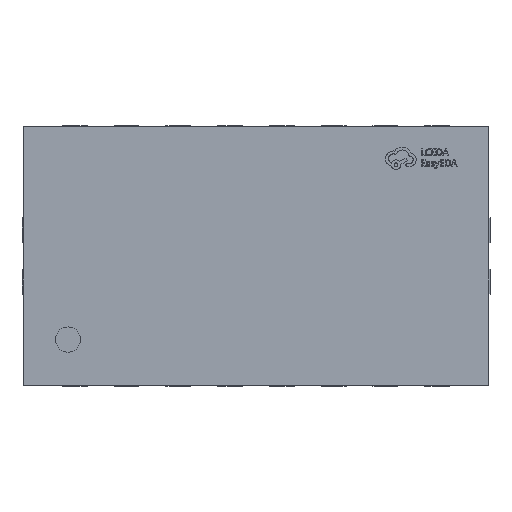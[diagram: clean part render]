
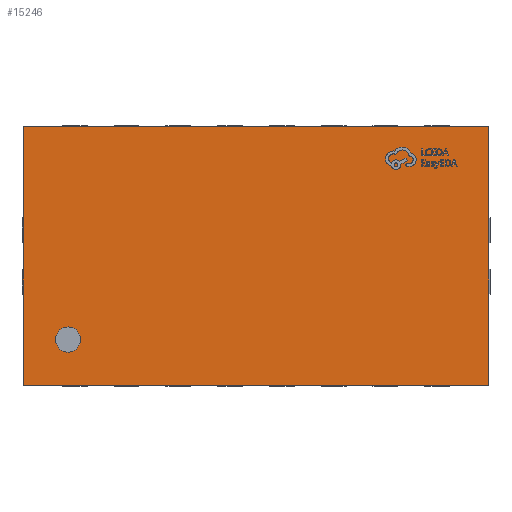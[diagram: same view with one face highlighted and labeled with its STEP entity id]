
A CAD part, top view. The second image highlights one B-rep face of the part: STEP entity #15246.
In plain terms, the highlighted planar face has unit normal (0, 0, 1).
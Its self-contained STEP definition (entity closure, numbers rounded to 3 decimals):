
#1352 = LINE ( 'NONE', #11155, #9392 ) ;
#1409 = DIRECTION ( 'NONE',  ( 0., 0., 1. ) ) ;
#1581 = CARTESIAN_POINT ( 'NONE',  ( -2.25, 1.25, 0.5 ) ) ;
#1585 = VECTOR ( 'NONE', #11381, 1000. ) ;
#2228 = FACE_OUTER_BOUND ( 'NONE', #14169, .T. ) ;
#2433 = CARTESIAN_POINT ( 'NONE',  ( -1.694, -0.808, 0.5 ) ) ;
#2686 = VECTOR ( 'NONE', #12631, 1000. ) ;
#2923 = AXIS2_PLACEMENT_3D ( 'NONE', #20301, #7052, #8787 ) ;
#3459 = EDGE_CURVE ( 'NONE', #10345, #5706, #4751, .T. ) ;
#3607 = FACE_BOUND ( 'NONE', #14258, .T. ) ;
#3921 = DIRECTION ( 'NONE',  ( 0., 0., 1. ) ) ;
#4483 = CARTESIAN_POINT ( 'NONE',  ( 2.25, -1.25, 0.5 ) ) ;
#4588 = AXIS2_PLACEMENT_3D ( 'NONE', #10326, #3921, #6952 ) ;
#4751 = LINE ( 'NONE', #17813, #2686 ) ;
#4876 = EDGE_CURVE ( 'NONE', #5706, #12056, #1352, .T. ) ;
#5327 = ORIENTED_EDGE ( 'NONE', *, *, #9526, .F. ) ;
#5706 = VERTEX_POINT ( 'NONE', #4483 ) ;
#5813 = AXIS2_PLACEMENT_3D ( 'NONE', #14666, #1409, #14456 ) ;
#5964 = DIRECTION ( 'NONE',  ( 0., 1., 0. ) ) ;
#6952 = DIRECTION ( 'NONE',  ( 1., 0., 0. ) ) ;
#7052 = DIRECTION ( 'NONE',  ( 0., 0., 1. ) ) ;
#7780 = VERTEX_POINT ( 'NONE', #2433 ) ;
#8787 = DIRECTION ( 'NONE',  ( 1., 0., 0. ) ) ;
#9392 = VECTOR ( 'NONE', #5964, 1000. ) ;
#9526 = EDGE_CURVE ( 'NONE', #7780, #17591, #9616, .T. ) ;
#9616 = CIRCLE ( 'NONE', #5813, 0.122 ) ;
#9869 = CARTESIAN_POINT ( 'NONE',  ( -2.25, 1.25, 0.5 ) ) ;
#10037 = CARTESIAN_POINT ( 'NONE',  ( -2.25, 1.25, 0.5 ) ) ;
#10326 = CARTESIAN_POINT ( 'NONE',  ( -1.815, -0.808, 0.5 ) ) ;
#10345 = VERTEX_POINT ( 'NONE', #15045 ) ;
#10437 = VERTEX_POINT ( 'NONE', #10037 ) ;
#10928 = ORIENTED_EDGE ( 'NONE', *, *, #16112, .T. ) ;
#10931 = EDGE_CURVE ( 'NONE', #17591, #7780, #14933, .T. ) ;
#10947 = CARTESIAN_POINT ( 'NONE',  ( 2.25, 1.25, 0.5 ) ) ;
#11155 = CARTESIAN_POINT ( 'NONE',  ( 2.25, 1.25, 0.5 ) ) ;
#11176 = LINE ( 'NONE', #1581, #1585 ) ;
#11381 = DIRECTION ( 'NONE',  ( -1., 0., 0. ) ) ;
#11446 = ORIENTED_EDGE ( 'NONE', *, *, #3459, .T. ) ;
#11681 = DIRECTION ( 'NONE',  ( 0., -1., 0. ) ) ;
#12056 = VERTEX_POINT ( 'NONE', #10947 ) ;
#12435 = ORIENTED_EDGE ( 'NONE', *, *, #4876, .T. ) ;
#12631 = DIRECTION ( 'NONE',  ( 1., 0., 0. ) ) ;
#12975 = VECTOR ( 'NONE', #11681, 1000. ) ;
#13187 = LINE ( 'NONE', #9869, #12975 ) ;
#14169 = EDGE_LOOP ( 'NONE', ( #12435, #19604, #10928, #11446 ) ) ;
#14258 = EDGE_LOOP ( 'NONE', ( #5327, #17827 ) ) ;
#14456 = DIRECTION ( 'NONE',  ( 1., 0., 0. ) ) ;
#14666 = CARTESIAN_POINT ( 'NONE',  ( -1.815, -0.808, 0.5 ) ) ;
#14933 = CIRCLE ( 'NONE', #4588, 0.122 ) ;
#15045 = CARTESIAN_POINT ( 'NONE',  ( -2.25, -1.25, 0.5 ) ) ;
#15246 = ADVANCED_FACE ( 'NONE', ( #3607, #2228 ), #16807, .T. ) ;
#16112 = EDGE_CURVE ( 'NONE', #10437, #10345, #13187, .T. ) ;
#16807 = PLANE ( 'NONE',  #2923 ) ;
#17591 = VERTEX_POINT ( 'NONE', #18614 ) ;
#17813 = CARTESIAN_POINT ( 'NONE',  ( -2.25, -1.25, 0.5 ) ) ;
#17827 = ORIENTED_EDGE ( 'NONE', *, *, #10931, .F. ) ;
#18614 = CARTESIAN_POINT ( 'NONE',  ( -1.937, -0.808, 0.5 ) ) ;
#19604 = ORIENTED_EDGE ( 'NONE', *, *, #19719, .T. ) ;
#19719 = EDGE_CURVE ( 'NONE', #12056, #10437, #11176, .T. ) ;
#20301 = CARTESIAN_POINT ( 'NONE',  ( 0., 0., 0.5 ) ) ;
